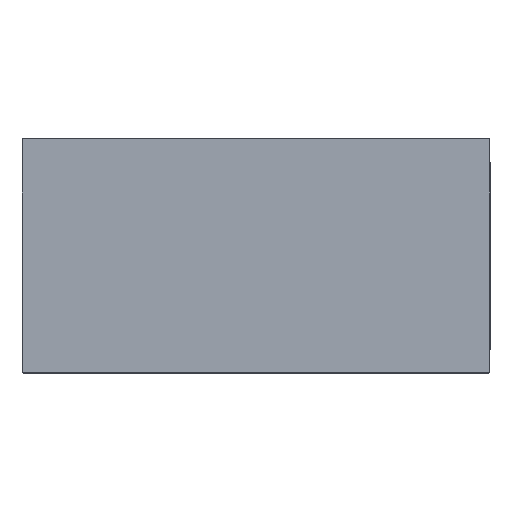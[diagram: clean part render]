
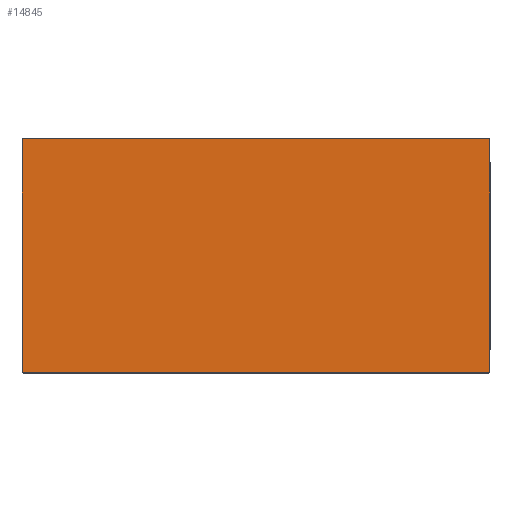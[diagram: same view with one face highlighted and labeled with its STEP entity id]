
A CAD part, top view. The second image highlights one B-rep face of the part: STEP entity #14845.
In plain terms, the highlighted planar face has unit normal (0, 0, 1).
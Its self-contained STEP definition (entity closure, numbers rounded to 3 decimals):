
#14845=ADVANCED_FACE('',(#22075),#22076,.T.);
#22075=FACE_OUTER_BOUND('',#30917,.T.);
#22076=PLANE('',#30918);
#30917=EDGE_LOOP('',(#46197,#46198,#46199,#46200));
#30918=AXIS2_PLACEMENT_3D('',#46201,#46202,#46203);
#46197=ORIENTED_EDGE('',*,*,#65948,.F.);
#46198=ORIENTED_EDGE('',*,*,#65951,.F.);
#46199=ORIENTED_EDGE('',*,*,#65943,.F.);
#46200=ORIENTED_EDGE('',*,*,#65939,.F.);
#46201=CARTESIAN_POINT('',(0.,0.,446.));
#46202=DIRECTION('',(0.0,0.0,1.0));
#46203=DIRECTION('',(1.0,0.0,0.0));
#65939=EDGE_CURVE('',#77737,#77739,#77740,.T.);
#65943=EDGE_CURVE('',#77739,#77745,#77746,.T.);
#65948=EDGE_CURVE('',#77752,#77737,#77754,.T.);
#65951=EDGE_CURVE('',#77745,#77752,#77757,.T.);
#77737=VERTEX_POINT('',#97499);
#77739=VERTEX_POINT('',#97502);
#77740=LINE('',#97503,#97504);
#77745=VERTEX_POINT('',#97511);
#77746=LINE('',#97512,#97513);
#77752=VERTEX_POINT('',#97521);
#77754=LINE('',#97524,#97525);
#77757=LINE('',#97529,#97530);
#97499=CARTESIAN_POINT('',(-400.,-200.,446.));
#97502=CARTESIAN_POINT('',(-400.,200.,446.));
#97503=CARTESIAN_POINT('',(-400.,0.,446.));
#97504=VECTOR('',#115039,1.0);
#97511=CARTESIAN_POINT('',(400.,200.,446.));
#97512=CARTESIAN_POINT('',(0.,200.,446.));
#97513=VECTOR('',#115042,1.0);
#97521=CARTESIAN_POINT('',(400.,-200.,446.));
#97524=CARTESIAN_POINT('',(0.,-200.,446.));
#97525=VECTOR('',#115046,1.0);
#97529=CARTESIAN_POINT('',(400.,0.,446.));
#97530=VECTOR('',#115048,1.0);
#115039=DIRECTION('',(0.0,1.0,0.0));
#115042=DIRECTION('',(1.0,0.0,0.0));
#115046=DIRECTION('',(-1.0,0.0,0.0));
#115048=DIRECTION('',(0.0,-1.0,0.0));
